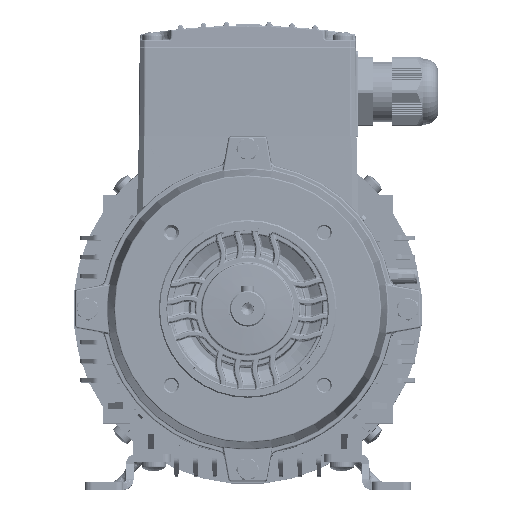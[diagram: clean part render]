
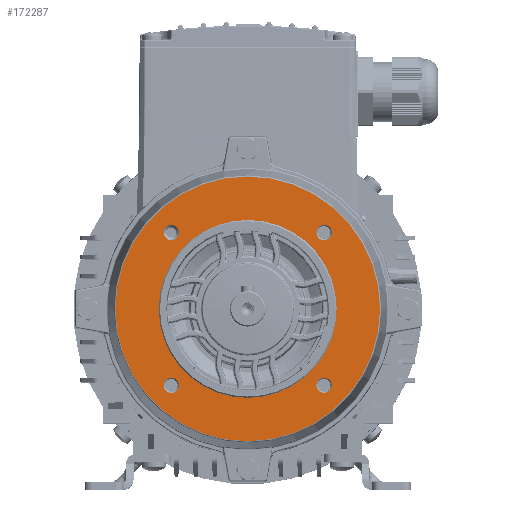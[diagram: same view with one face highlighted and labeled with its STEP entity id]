
A CAD part, top view. The second image highlights one B-rep face of the part: STEP entity #172287.
In plain terms, the highlighted planar face has unit normal (0, 0, 1).
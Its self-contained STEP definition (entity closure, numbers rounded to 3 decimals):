
#2331 = CIRCLE ( 'NONE', #105351, 35. ) ;
#4468 = FACE_BOUND ( 'NONE', #63023, .T. ) ;
#5895 = VERTEX_POINT ( 'NONE', #159206 ) ;
#11313 = EDGE_CURVE ( 'NONE', #43215, #120920, #93477, .T. ) ;
#13281 = CARTESIAN_POINT ( 'NONE',  ( -30.052, -30.052, 154. ) ) ;
#15115 = EDGE_CURVE ( 'NONE', #5895, #151842, #125117, .T. ) ;
#15456 = DIRECTION ( 'NONE',  ( 0., 0., -1. ) ) ;
#17205 = DIRECTION ( 'NONE',  ( 0., 0., -1. ) ) ;
#18275 = FACE_BOUND ( 'NONE', #98356, .T. ) ;
#19607 = ORIENTED_EDGE ( 'NONE', *, *, #78022, .T. ) ;
#19772 = CIRCLE ( 'NONE', #122812, 3. ) ;
#23682 = ORIENTED_EDGE ( 'NONE', *, *, #162854, .T. ) ;
#27300 = CIRCLE ( 'NONE', #130346, 3. ) ;
#28976 = VERTEX_POINT ( 'NONE', #140384 ) ;
#34580 = DIRECTION ( 'NONE',  ( 0., 0., 1. ) ) ;
#35467 = CARTESIAN_POINT ( 'NONE',  ( -27.052, -30.052, 154. ) ) ;
#37147 = CARTESIAN_POINT ( 'NONE',  ( 30.052, 30.052, 154. ) ) ;
#37328 = CIRCLE ( 'NONE', #140466, 52.061 ) ;
#37925 = CARTESIAN_POINT ( 'NONE',  ( 35., 0., 154. ) ) ;
#39331 = ORIENTED_EDGE ( 'NONE', *, *, #43879, .T. ) ;
#39650 = DIRECTION ( 'NONE',  ( -1., 0., 0. ) ) ;
#40097 = VERTEX_POINT ( 'NONE', #35467 ) ;
#43209 = DIRECTION ( 'NONE',  ( 0., 0., 1. ) ) ;
#43215 = VERTEX_POINT ( 'NONE', #44098 ) ;
#43412 = CARTESIAN_POINT ( 'NONE',  ( -52.061, 0., 154. ) ) ;
#43668 = EDGE_LOOP ( 'NONE', ( #76843, #124327 ) ) ;
#43879 = EDGE_CURVE ( 'NONE', #149829, #40097, #141326, .T. ) ;
#44098 = CARTESIAN_POINT ( 'NONE',  ( 52.061, 0., 154. ) ) ;
#45244 = DIRECTION ( 'NONE',  ( 0., 0., 1. ) ) ;
#45631 = CARTESIAN_POINT ( 'NONE',  ( -30.052, 30.052, 154. ) ) ;
#46850 = CARTESIAN_POINT ( 'NONE',  ( 0., 53.245, 154. ) ) ;
#51726 = VERTEX_POINT ( 'NONE', #61270 ) ;
#52080 = CARTESIAN_POINT ( 'NONE',  ( -33.052, 30.052, 154. ) ) ;
#56616 = VERTEX_POINT ( 'NONE', #52080 ) ;
#56833 = EDGE_CURVE ( 'NONE', #40097, #149829, #146447, .T. ) ;
#56895 = CARTESIAN_POINT ( 'NONE',  ( 0., 0., 154. ) ) ;
#57478 = EDGE_CURVE ( 'NONE', #176513, #69358, #2331, .T. ) ;
#57581 = EDGE_CURVE ( 'NONE', #28976, #81535, #64130, .T. ) ;
#59427 = ORIENTED_EDGE ( 'NONE', *, *, #56833, .T. ) ;
#60213 = CARTESIAN_POINT ( 'NONE',  ( -35., 0., 154. ) ) ;
#60674 = FACE_OUTER_BOUND ( 'NONE', #82923, .T. ) ;
#61270 = CARTESIAN_POINT ( 'NONE',  ( -27.052, 30.052, 154. ) ) ;
#62744 = CARTESIAN_POINT ( 'NONE',  ( -30.052, -30.052, 154. ) ) ;
#63023 = EDGE_LOOP ( 'NONE', ( #19607, #77526 ) ) ;
#63595 = CARTESIAN_POINT ( 'NONE',  ( -30.052, 30.052, 154. ) ) ;
#64130 = CIRCLE ( 'NONE', #167301, 3. ) ;
#66879 = AXIS2_PLACEMENT_3D ( 'NONE', #62744, #119008, #175341 ) ;
#67255 = ORIENTED_EDGE ( 'NONE', *, *, #122104, .T. ) ;
#67260 = AXIS2_PLACEMENT_3D ( 'NONE', #169636, #43209, #101974 ) ;
#69358 = VERTEX_POINT ( 'NONE', #37925 ) ;
#69523 = DIRECTION ( 'NONE',  ( 0., 0., -1. ) ) ;
#69932 = ORIENTED_EDGE ( 'NONE', *, *, #11313, .T. ) ;
#71688 = DIRECTION ( 'NONE',  ( -1., 0., 0. ) ) ;
#72174 = EDGE_LOOP ( 'NONE', ( #67255, #96994 ) ) ;
#73456 = DIRECTION ( 'NONE',  ( -1., 0., 0. ) ) ;
#74521 = FACE_BOUND ( 'NONE', #83110, .T. ) ;
#74715 = AXIS2_PLACEMENT_3D ( 'NONE', #141804, #15456, #71688 ) ;
#74814 = AXIS2_PLACEMENT_3D ( 'NONE', #45631, #101893, #158183 ) ;
#76843 = ORIENTED_EDGE ( 'NONE', *, *, #114433, .F. ) ;
#77526 = ORIENTED_EDGE ( 'NONE', *, *, #83145, .T. ) ;
#78022 = EDGE_CURVE ( 'NONE', #51726, #56616, #154407, .T. ) ;
#81535 = VERTEX_POINT ( 'NONE', #95752 ) ;
#82923 = EDGE_LOOP ( 'NONE', ( #137653, #69932 ) ) ;
#83110 = EDGE_LOOP ( 'NONE', ( #59427, #39331 ) ) ;
#83145 = EDGE_CURVE ( 'NONE', #56616, #51726, #19772, .T. ) ;
#90831 = DIRECTION ( 'NONE',  ( 1., 0., 0. ) ) ;
#91355 = CARTESIAN_POINT ( 'NONE',  ( 33.052, -30.052, 154. ) ) ;
#93392 = DIRECTION ( 'NONE',  ( 0., 0., -1. ) ) ;
#93477 = CIRCLE ( 'NONE', #67260, 52.061 ) ;
#95752 = CARTESIAN_POINT ( 'NONE',  ( 33.052, 30.052, 154. ) ) ;
#96994 = ORIENTED_EDGE ( 'NONE', *, *, #57581, .T. ) ;
#98356 = EDGE_LOOP ( 'NONE', ( #23682, #161346 ) ) ;
#99610 = AXIS2_PLACEMENT_3D ( 'NONE', #109765, #166083, #39650 ) ;
#101492 = DIRECTION ( 'NONE',  ( -1., 0., 0. ) ) ;
#101893 = DIRECTION ( 'NONE',  ( 0., 0., -1. ) ) ;
#101974 = DIRECTION ( 'NONE',  ( -1., 0., 0. ) ) ;
#103104 = DIRECTION ( 'NONE',  ( 0., 0., -1. ) ) ;
#105351 = AXIS2_PLACEMENT_3D ( 'NONE', #56895, #113154, #169469 ) ;
#109765 = CARTESIAN_POINT ( 'NONE',  ( 30.052, -30.052, 154. ) ) ;
#113154 = DIRECTION ( 'NONE',  ( 0., 0., 1. ) ) ;
#113203 = CIRCLE ( 'NONE', #136732, 35. ) ;
#114433 = EDGE_CURVE ( 'NONE', #69358, #176513, #113203, .T. ) ;
#116925 = FACE_BOUND ( 'NONE', #43668, .T. ) ;
#118515 = CARTESIAN_POINT ( 'NONE',  ( 0., 0., 154. ) ) ;
#119008 = DIRECTION ( 'NONE',  ( 0., 0., -1. ) ) ;
#119889 = DIRECTION ( 'NONE',  ( 0., 0., -1. ) ) ;
#120920 = VERTEX_POINT ( 'NONE', #43412 ) ;
#122104 = EDGE_CURVE ( 'NONE', #81535, #28976, #27300, .T. ) ;
#122812 = AXIS2_PLACEMENT_3D ( 'NONE', #63595, #119889, #176206 ) ;
#124327 = ORIENTED_EDGE ( 'NONE', *, *, #57478, .F. ) ;
#125117 = CIRCLE ( 'NONE', #74715, 3. ) ;
#125782 = DIRECTION ( 'NONE',  ( -1., 0., 0. ) ) ;
#130346 = AXIS2_PLACEMENT_3D ( 'NONE', #37147, #93392, #149704 ) ;
#130757 = FACE_BOUND ( 'NONE', #72174, .T. ) ;
#136732 = AXIS2_PLACEMENT_3D ( 'NONE', #118515, #34580, #90831 ) ;
#137653 = ORIENTED_EDGE ( 'NONE', *, *, #148895, .T. ) ;
#140384 = CARTESIAN_POINT ( 'NONE',  ( 27.052, 30.052, 154. ) ) ;
#140466 = AXIS2_PLACEMENT_3D ( 'NONE', #171667, #45244, #101492 ) ;
#141326 = CIRCLE ( 'NONE', #164919, 3. ) ;
#141804 = CARTESIAN_POINT ( 'NONE',  ( 30.052, -30.052, 154. ) ) ;
#143573 = CARTESIAN_POINT ( 'NONE',  ( 30.052, 30.052, 154. ) ) ;
#145314 = CARTESIAN_POINT ( 'NONE',  ( -33.052, -30.052, 154. ) ) ;
#146447 = CIRCLE ( 'NONE', #66879, 3. ) ;
#148895 = EDGE_CURVE ( 'NONE', #120920, #43215, #37328, .T. ) ;
#149704 = DIRECTION ( 'NONE',  ( -1., 0., 0. ) ) ;
#149829 = VERTEX_POINT ( 'NONE', #145314 ) ;
#151842 = VERTEX_POINT ( 'NONE', #91355 ) ;
#154407 = CIRCLE ( 'NONE', #74814, 3. ) ;
#158183 = DIRECTION ( 'NONE',  ( -1., 0., 0. ) ) ;
#159206 = CARTESIAN_POINT ( 'NONE',  ( 27.052, -30.052, 154. ) ) ;
#159407 = DIRECTION ( 'NONE',  ( -1., 0., 0. ) ) ;
#161346 = ORIENTED_EDGE ( 'NONE', *, *, #15115, .T. ) ;
#162854 = EDGE_CURVE ( 'NONE', #151842, #5895, #179163, .T. ) ;
#164919 = AXIS2_PLACEMENT_3D ( 'NONE', #13281, #69523, #125782 ) ;
#166083 = DIRECTION ( 'NONE',  ( 0., 0., -1. ) ) ;
#167301 = AXIS2_PLACEMENT_3D ( 'NONE', #143573, #17205, #73456 ) ;
#169469 = DIRECTION ( 'NONE',  ( 1., 0., 0. ) ) ;
#169636 = CARTESIAN_POINT ( 'NONE',  ( 0., 0., 154. ) ) ;
#171667 = CARTESIAN_POINT ( 'NONE',  ( 0., 0., 154. ) ) ;
#171849 = AXIS2_PLACEMENT_3D ( 'NONE', #46850, #103104, #159407 ) ;
#172287 = ADVANCED_FACE ( 'NONE', ( #18275, #74521, #130757, #4468, #60674, #116925 ), #173272, .F. ) ;
#173272 = PLANE ( 'NONE',  #171849 ) ;
#175341 = DIRECTION ( 'NONE',  ( -1., 0., 0. ) ) ;
#176206 = DIRECTION ( 'NONE',  ( -1., 0., 0. ) ) ;
#176513 = VERTEX_POINT ( 'NONE', #60213 ) ;
#179163 = CIRCLE ( 'NONE', #99610, 3. ) ;
